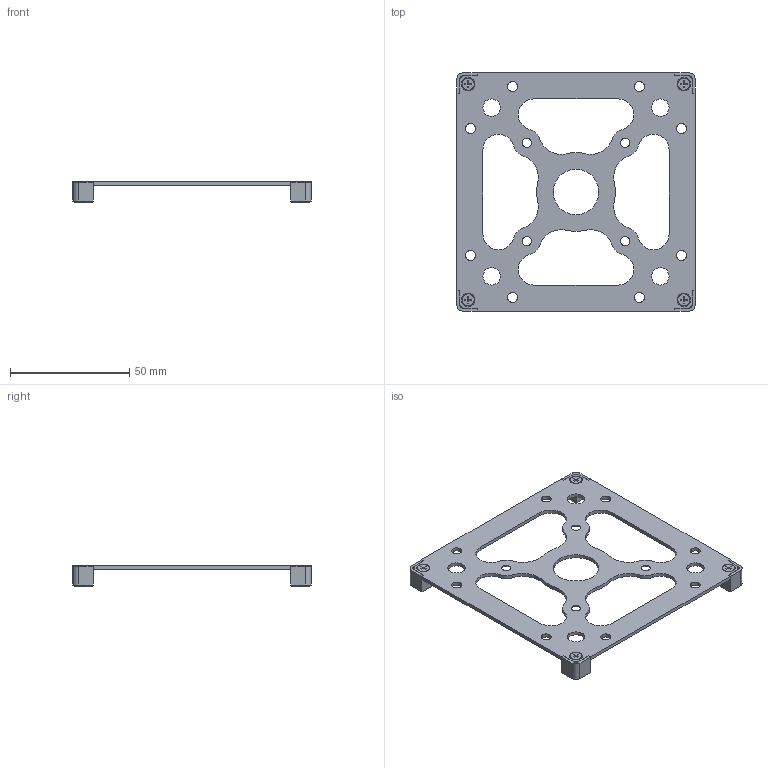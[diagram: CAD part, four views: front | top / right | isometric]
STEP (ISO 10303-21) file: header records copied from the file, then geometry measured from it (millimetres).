
FILE_DESCRIPTION (( 'STEP AP214' ), '1' );
FILE_NAME ('710-00407-A0 Payload Cover Plate.STEP', '2017-11-13T20:05:31', ( '' ), ( '' ), 'SwSTEP 2.0', 'SolidWorks 2014', '' );
FILE_SCHEMA (( 'AUTOMOTIVE_DESIGN' ));
Length unit declared in the file: inch
Products named in the file (2): 710-00407-A0 Payload Cover Plate
Bounding box: 100 x 100 x 8.54 mm (x, y, z)
Volume: 10812.4 mm3; surface area: 14769.4 mm2
Topology: 1 solids, 41 shells, 557 faces, 1375 edges, 840 vertices
Faces by surface type: plane 206, cone 180, cylinder 163, torus 8
Entity records: 18860 total; most frequent: DIRECTION 3105, CARTESIAN_POINT 2774, ORIENTED_EDGE 2750, EDGE_CURVE 1375, AXIS2_PLACEMENT_3D 1171, VERTEX_POINT 840, VECTOR 763, LINE 763
